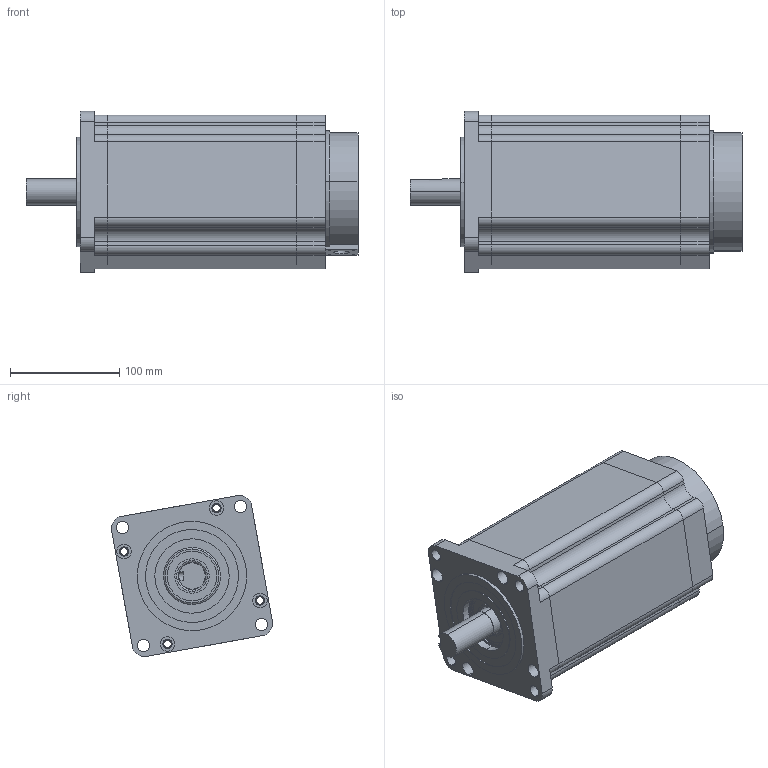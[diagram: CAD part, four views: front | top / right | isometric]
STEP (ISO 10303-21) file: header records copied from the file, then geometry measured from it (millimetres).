
FILE_DESCRIPTION (( 'STEP AP203' ), '1' );
FILE_NAME ('FHB31325.STEP', '2019-07-08T01:08:53', ( '微软用户' ), ( '微软中国' ), 'SwSTEP 2.0', 'SolidWorks 2016', '' );
FILE_SCHEMA (( 'CONFIG_CONTROL_DESIGN' ));
Length unit declared in the file: millimetre
Products named in the file (8): 蛌赽僇; 粣創6205; ヶ傷裔; 隅赽; 綴傷裔; 綴欶; FHB31325; 蛌粣
Assembly tree (8 placements, depth 2):
  FHB31325
    蛌粣
    蛌赽僇
    粣創6205  x2
    ヶ傷裔
    隅赽
    綴傷裔
    綴欶
Bounding box: 303.5 x 147.34 x 147.34 mm (x, y, z)
Volume: 3074481.5 mm3; surface area: 514591.9 mm2
Topology: 8 solids, 10 shells, 546 faces, 1458 edges, 960 vertices
Faces by surface type: cylinder 294, plane 215, torus 33, cone 4
Entity records: 17705 total; most frequent: CARTESIAN_POINT 3131, DIRECTION 3042, ORIENTED_EDGE 2796, EDGE_CURVE 1398, AXIS2_PLACEMENT_3D 1134, VERTEX_POINT 924, VECTOR 774, LINE 774
